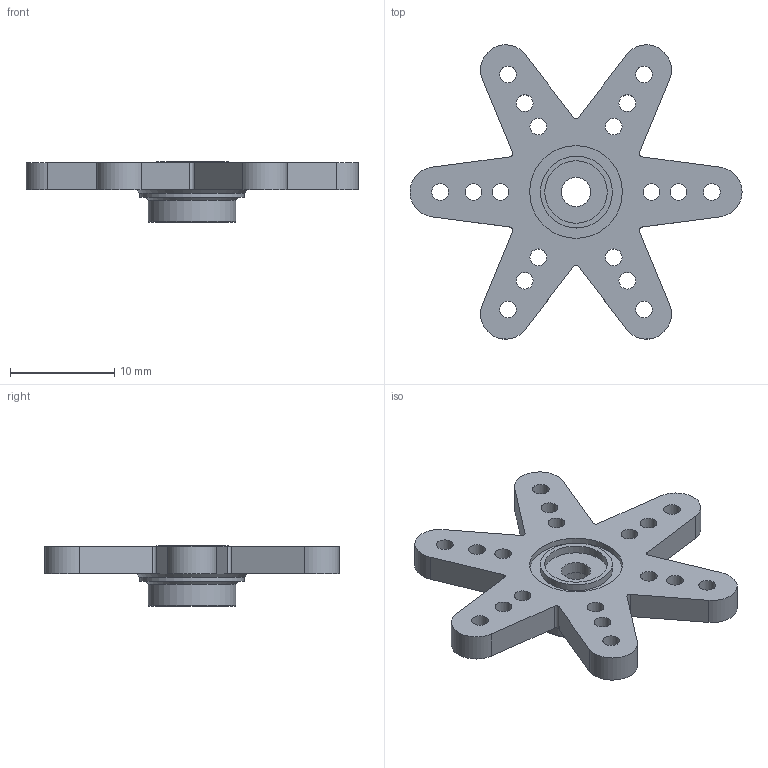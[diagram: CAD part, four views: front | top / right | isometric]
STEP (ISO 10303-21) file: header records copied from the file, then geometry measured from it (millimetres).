
FILE_DESCRIPTION(('FreeCAD Model'),'2;1');
FILE_NAME('SM-S4303R-6-arms-horn.stp', '2014-08-17T18:53:07',('FreeCAD'),('FreeCAD'), 'Open CASCADE STEP processor 6.7','FreeCAD','Unknown');
FILE_SCHEMA(('AUTOMOTIVE_DESIGN_CC2 { 1 2 10303 214 -1 1 5 4 }'));
Length unit declared in the file: millimetre
Products named in the file (1): Horn-6-arms-final
Bounding box: 31.9 x 28.26 x 5.8 mm (x, y, z)
Volume: 1108.9 mm3; surface area: 1592.9 mm2
Topology: 1 solids, 1 shells, 60 faces, 161 edges, 109 vertices
Faces by surface type: cylinder 37, plane 20, cone 2, torus 1
Full cylindrical faces by diameter (mm): 1.6 x18, 2.8 x1, 5.8 x1, 6 x1, 6.9 x1, 8.4 x1, 8.9 x1, 10 x1
Entity records: 4289 total; most frequent: CARTESIAN_POINT 1061, DIRECTION 603, ORIENTED_EDGE 322, PCURVE 322, DEFINITIONAL_REPRESENTATION 322, LINE 291, VECTOR 291, EDGE_CURVE 161
